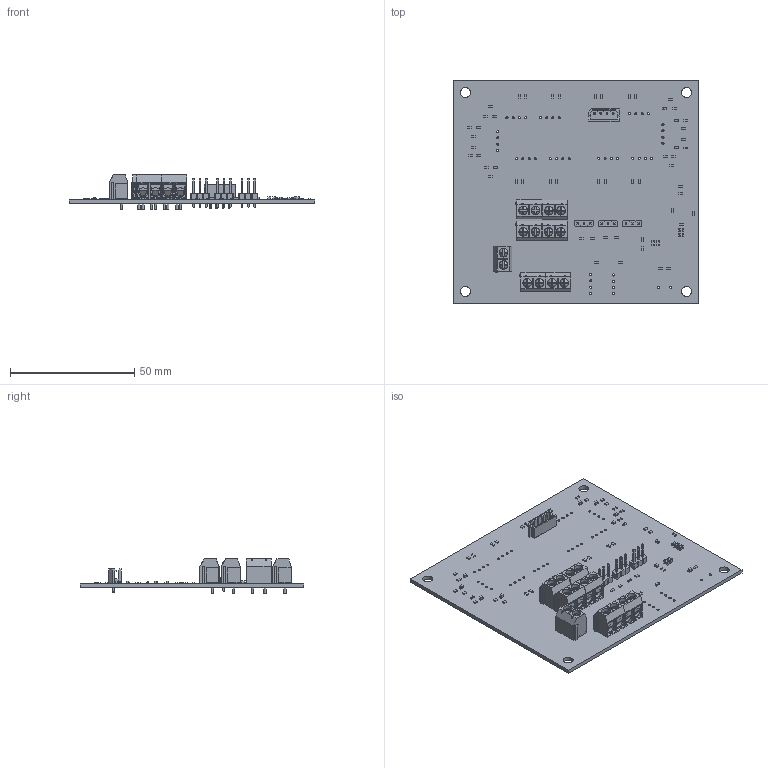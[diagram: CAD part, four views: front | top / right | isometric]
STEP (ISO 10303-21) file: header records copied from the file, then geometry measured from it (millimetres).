
FILE_DESCRIPTION(('KiCad electronic assembly'),'2;1');
FILE_NAME('uMule-Main_board.step','2024-10-09T19:50:50',('Pcbnew'),( 'Kicad'),'Open CASCADE STEP processor 7.8','KiCad to STEP converter' ,'Unknown');
FILE_SCHEMA(('AUTOMOTIVE_DESIGN { 1 0 10303 214 1 1 1 1 }'));
Length unit declared in the file: millimetre
Products named in the file (16): uMule-Main_board 1; R_0603_1608Metric; LED_0603_1608Metric; bornera; C_0805_2012Metric; PinHeader_1x03_P2.54mm_Vertical; PinHeader_1x03_P254mm_Vertical; C_0603_1608Metric; 22-03-5045; 022035045; Projekt elektroniki_PCB
Assembly tree (78 placements, depth 3):
  uMule-Main_board 1
    R_0603_1608Metric  x41
      R_0603_1608Metric
    LED_0603_1608Metric  x10
      LED_0603_1608Metric
    bornera  x7
      bornera
    C_0805_2012Metric  x4
      C_0805_2012Metric
    PinHeader_1x03_P2.54mm_Vertical  x3
      PinHeader_1x03_P254mm_Vertical
    C_0603_1608Metric  x4
      C_0603_1608Metric
    22-03-5045
      022035045
    Projekt elektroniki_PCB
Bounding box: 99 x 90 x 13.75 mm (x, y, z)
Volume: 18528.3 mm3; surface area: 27762.8 mm2
Topology: 71 solids, 71 shells, 3113 faces, 8075 edges, 5252 vertices
Faces by surface type: plane 2248, cylinder 751, bspline 100, sphere 14
Full cylindrical faces by diameter (mm): 0.5 x14, 0.85 x48, 0.9 x30, 1 x9, 1.8 x14, 3.5 x14, 3.7 x14, 4 x4
Entity records: 19459 total; most frequent: CARTESIAN_POINT 3452, DIRECTION 2872, ORIENTED_EDGE 2662, EDGE_CURVE 1331, AXIS2_PLACEMENT_3D 958, LINE 956, VECTOR 956, VERTEX_POINT 860
